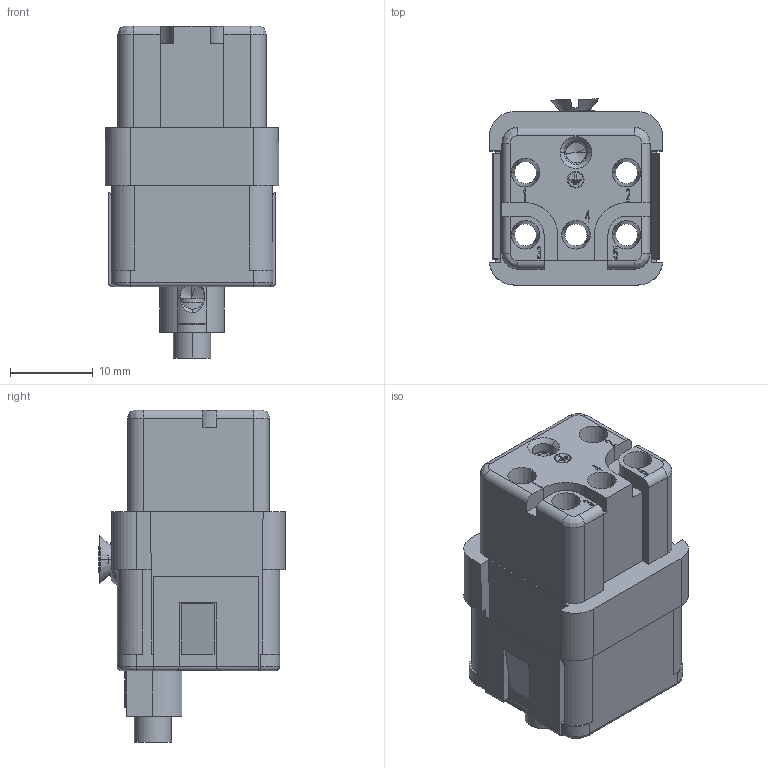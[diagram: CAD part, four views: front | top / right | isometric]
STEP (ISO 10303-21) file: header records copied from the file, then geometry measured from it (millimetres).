
FILE_DESCRIPTION((''),'2;1');
FILE_NAME('07252_REF_1','2017-09-14T',('tl.yang'),(''),'PRO/ENGINEER BY PARAMETRIC TECHNOLOGY CORPORATION, 2011500','PRO/ENGINEER BY PARAMETRIC TECHNOLOGY CORPORATION, 2011500','');
FILE_SCHEMA(('CONFIG_CONTROL_DESIGN'));
Length unit declared in the file: millimetre
Products named in the file (1): 07252_REF_1
Bounding box: 20.92 x 22.47 x 40.06 mm (x, y, z)
Volume: 7979.3 mm3; surface area: 8283.4 mm2
Topology: 1 solids, 6 shells, 795 faces, 2255 edges, 1492 vertices
Faces by surface type: plane 591, cylinder 96, cone 54, bspline 28, torus 26
Entity records: 27334 total; most frequent: CARTESIAN_POINT 6686, ORIENTED_EDGE 4502, DIRECTION 4001, EDGE_CURVE 2251, VECTOR 1617, LINE 1617, VERTEX_POINT 1492, AXIS2_PLACEMENT_3D 1192
